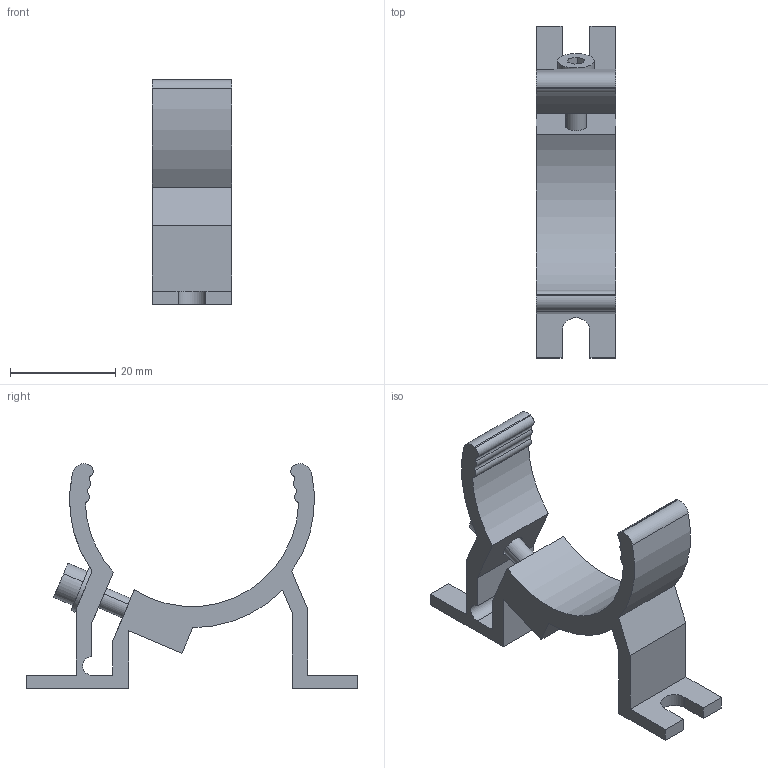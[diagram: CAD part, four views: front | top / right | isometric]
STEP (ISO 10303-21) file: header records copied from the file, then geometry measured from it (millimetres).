
FILE_DESCRIPTION(('Creo Elements/Direct Modeling STEP Export'),'2;1');
FILE_NAME('model.stp','2019-07-30T20:05:27',(''),(''),'Creo Elements/Direct Modeling STEP processor for AP214 (Solid Model)','Creo Elements/Direct Modeling 20.1A 29-Sep-2018 (C) Parametric Technology GmbH','');
FILE_SCHEMA(('AUTOMOTIVE_DESIGN { 1 0 10303 214 1 1 1 1 }'));
Length unit declared in the file: millimetre
Products named in the file (2): PLD_M_ME_MC_D40-select
Assembly tree (1 placements, depth 2):
  PLD_M_ME_MC_D40-select
    PLD_M_ME_MC_D40-select
Bounding box: 15 x 63 x 42.65 mm (x, y, z)
Volume: 8110.7 mm3; surface area: 6156.6 mm2
Topology: 1 solids, 1 shells, 72 faces, 199 edges, 132 vertices
Faces by surface type: plane 42, cylinder 30
Entity records: 2912 total; most frequent: CARTESIAN_POINT 430, ORIENTED_EDGE 398, DIRECTION 384, EDGE_CURVE 199, VECTOR 134, LINE 134, VERTEX_POINT 132, AXIS2_PLACEMENT_3D 125
